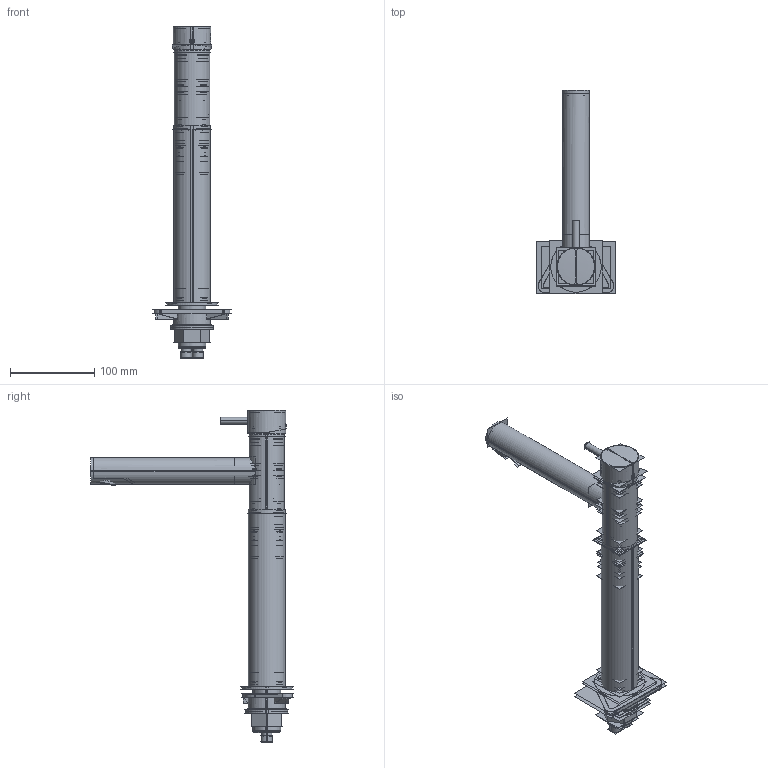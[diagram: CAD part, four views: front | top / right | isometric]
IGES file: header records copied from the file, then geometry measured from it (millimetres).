
Start section:  PTC IGES file: KL116DNC.igs
Global section: file name: KL116DNC.igs; native system: Pro/ENGINEER by Parametric Technology Corporation; preprocessor: 2009360; author: user33; organization: Unknown; date: 20200106.153457; units: millimetre
Bounding box: 93.52 x 240.92 x 394.66 mm (x, y, z)
Volume: 377438.7 mm3; surface area: 1702446.5 mm2
Topology: 37 solids, 68 shells, 2404 faces, 12724 edges, 16651 vertices
Faces by surface type: revolution 1544, bspline 860
